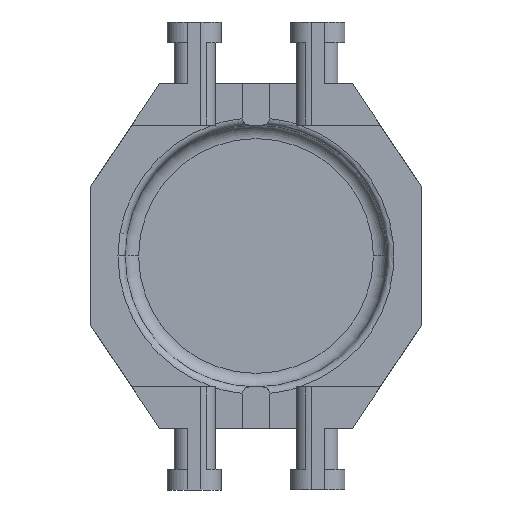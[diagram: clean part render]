
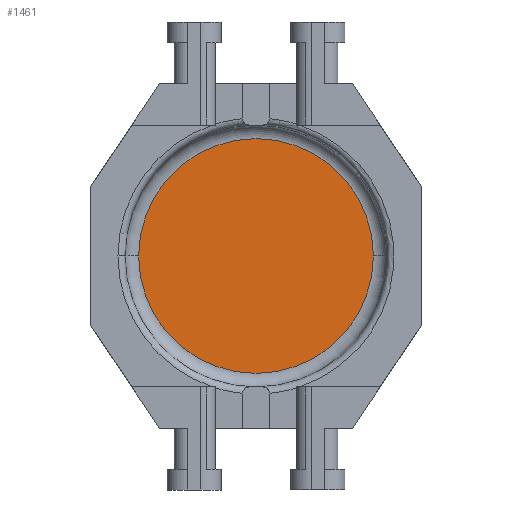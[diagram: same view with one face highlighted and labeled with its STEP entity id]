
A CAD part, front view. The second image highlights one B-rep face of the part: STEP entity #1461.
In plain terms, the highlighted planar face has unit normal (0, -1, 0).
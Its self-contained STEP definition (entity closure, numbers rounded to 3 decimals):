
#201 = EDGE_CURVE ( 'NONE', #1669, #1004, #2578, .T. ) ;
#298 = DIRECTION ( 'NONE',  ( 0., -1., 0. ) ) ;
#629 = CARTESIAN_POINT ( 'NONE',  ( 0., 1.575, -3.05 ) ) ;
#860 = FACE_OUTER_BOUND ( 'NONE', #2173, .T. ) ;
#1004 = VERTEX_POINT ( 'NONE', #1929 ) ;
#1166 = AXIS2_PLACEMENT_3D ( 'NONE', #629, #3543, #1217 ) ;
#1217 = DIRECTION ( 'NONE',  ( 0., 0., -1. ) ) ;
#1410 = ORIENTED_EDGE ( 'NONE', *, *, #201, .T. ) ;
#1461 = ADVANCED_FACE ( 'NONE', ( #860 ), #1789, .T. ) ;
#1669 = VERTEX_POINT ( 'NONE', #2323 ) ;
#1685 = CARTESIAN_POINT ( 'NONE',  ( 0., 1.575, -3.05 ) ) ;
#1761 = CIRCLE ( 'NONE', #3656, 2.165 ) ;
#1789 = PLANE ( 'NONE',  #1166 ) ;
#1929 = CARTESIAN_POINT ( 'NONE',  ( 0., 1.575, -5.215 ) ) ;
#2173 = EDGE_LOOP ( 'NONE', ( #2571, #1410 ) ) ;
#2323 = CARTESIAN_POINT ( 'NONE',  ( 0., 1.575, -0.885 ) ) ;
#2540 = DIRECTION ( 'NONE',  ( 0., 0., -1. ) ) ;
#2571 = ORIENTED_EDGE ( 'NONE', *, *, #2843, .T. ) ;
#2578 = CIRCLE ( 'NONE', #2962, 2.165 ) ;
#2843 = EDGE_CURVE ( 'NONE', #1004, #1669, #1761, .T. ) ;
#2962 = AXIS2_PLACEMENT_3D ( 'NONE', #1685, #3134, #2540 ) ;
#3134 = DIRECTION ( 'NONE',  ( 0., -1., 0. ) ) ;
#3513 = CARTESIAN_POINT ( 'NONE',  ( 0., 1.575, -3.05 ) ) ;
#3536 = DIRECTION ( 'NONE',  ( 0., 0., -1. ) ) ;
#3543 = DIRECTION ( 'NONE',  ( 0., -1., 0. ) ) ;
#3656 = AXIS2_PLACEMENT_3D ( 'NONE', #3513, #298, #3536 ) ;
